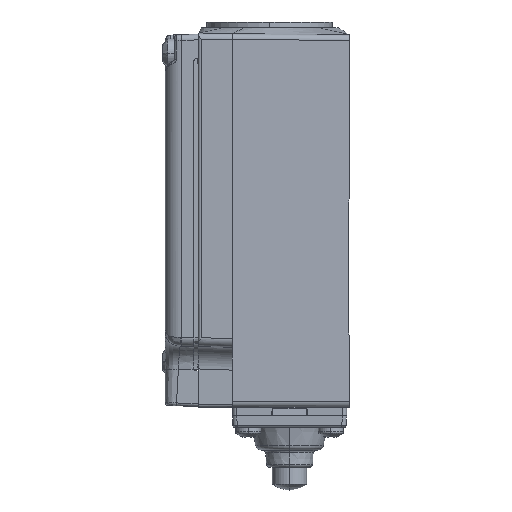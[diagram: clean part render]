
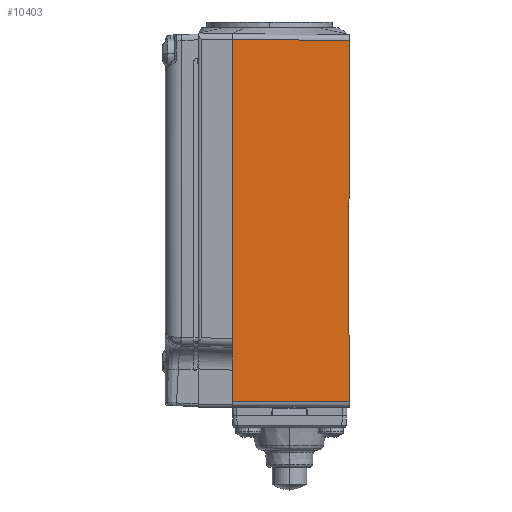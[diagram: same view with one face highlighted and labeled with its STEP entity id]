
A CAD part, left-side view. The second image highlights one B-rep face of the part: STEP entity #10403.
In plain terms, the highlighted planar face has unit normal (-1, -0.006, 0).
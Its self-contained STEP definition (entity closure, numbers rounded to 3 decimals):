
#347=DIRECTION('',(0.,0.,1.));
#348=VECTOR('',#347,11.5);
#349=CARTESIAN_POINT('',(-15.375,-26.5,-5.5));
#350=LINE('',#349,#348);
#470=DIRECTION('',(0.,0.,1.));
#471=VECTOR('',#470,27.769);
#472=CARTESIAN_POINT('',(-15.375,-26.5,30.));
#473=LINE('',#472,#471);
#599=DIRECTION('',(0.,0.,-1.));
#600=VECTOR('',#599,11.);
#601=CARTESIAN_POINT('',(-15.5,-6.,5.5));
#602=LINE('',#601,#600);
#3960=CARTESIAN_POINT('',(-15.376,-26.3,29.128));
#3961=CARTESIAN_POINT('',(-15.376,-26.3,29.281));
#3962=CARTESIAN_POINT('',(-15.376,-26.335,
29.579));
#3963=CARTESIAN_POINT('',(-15.375,-26.433,
29.862));
#3964=CARTESIAN_POINT('',(-15.375,-26.5,30.));
#4008=CARTESIAN_POINT('',(-15.375,-26.5,6.));
#4009=CARTESIAN_POINT('',(-15.375,-26.433,
6.138));
#4010=CARTESIAN_POINT('',(-15.376,-26.335,
6.421));
#4011=CARTESIAN_POINT('',(-15.376,-26.3,6.719));
#4012=CARTESIAN_POINT('',(-15.376,-26.3,6.872));
#4379=DIRECTION('',(0.,0.,1.));
#4380=VECTOR('',#4379,52.448);
#4381=CARTESIAN_POINT('',(-15.5,-6.,5.5));
#4382=LINE('',#4381,#4380);
#4387=DIRECTION('',(0.,0.,1.));
#4388=VECTOR('',#4387,22.256);
#4389=CARTESIAN_POINT('',(-15.376,-26.3,6.872));
#4390=LINE('',#4389,#4388);
#4391=DIRECTION('',(0.006,-1.,0.));
#4392=VECTOR('',#4391,20.5);
#4393=CARTESIAN_POINT('',(-15.5,-6.,-5.5));
#4394=LINE('',#4393,#4392);
#4395=DIRECTION('',(0.006,-1.,-0.009));
#4396=VECTOR('',#4395,20.501);
#4397=CARTESIAN_POINT('',(-15.5,-6.,57.948));
#4398=LINE('',#4397,#4396);
#4489=CARTESIAN_POINT('',(-15.5,-6.,-5.5));
#4551=CARTESIAN_POINT('',(-15.5,-6.,5.5));
#4973=VERTEX_POINT('',#4551);
#5832=CARTESIAN_POINT('',(-15.375,-26.5,30.));
#5833=VERTEX_POINT('',#5832);
#5835=CARTESIAN_POINT('',(-15.376,-26.3,29.128));
#5837=VERTEX_POINT('',#5835);
#5838=CARTESIAN_POINT('',(-15.375,-26.5,57.769));
#5839=VERTEX_POINT('',#5838);
#5842=CARTESIAN_POINT('',(-15.375,-26.5,-5.5));
#5843=CARTESIAN_POINT('',(-15.375,-26.5,6.));
#5844=VERTEX_POINT('',#5842);
#5845=VERTEX_POINT('',#5843);
#5851=VERTEX_POINT('',#4012);
#5897=CARTESIAN_POINT('',(-15.5,-6.,57.948));
#5898=VERTEX_POINT('',#5897);
#5903=VERTEX_POINT('',#4489);
#10385=CARTESIAN_POINT('',(-15.5,-6.,-6.5));
#10386=DIRECTION('',(-1.,-0.006,0.));
#10387=DIRECTION('',(0.,0.,1.));
#10388=AXIS2_PLACEMENT_3D('',#10385,#10386,#10387);
#10389=PLANE('',#10388);
#10390=ORIENTED_EDGE('',*,*,#6482,.F.);
#10391=ORIENTED_EDGE('',*,*,#9801,.F.);
#10392=ORIENTED_EDGE('',*,*,#6119,.F.);
#10394=ORIENTED_EDGE('',*,*,#10393,.F.);
#10395=ORIENTED_EDGE('',*,*,#6317,.F.);
#10396=ORIENTED_EDGE('',*,*,#10378,.T.);
#10398=ORIENTED_EDGE('',*,*,#10397,.T.);
#10399=ORIENTED_EDGE('',*,*,#6209,.F.);
#10400=ORIENTED_EDGE('',*,*,#9699,.F.);
#10401=EDGE_LOOP('',(#10390,#10391,#10392,#10394,#10395,#10396,#10398,#10399,
#10400));
#10402=FACE_OUTER_BOUND('',#10401,.F.);
#3965=B_SPLINE_CURVE_WITH_KNOTS('',3,(#3960,#3961,#3962,#3963,#3964),
.UNSPECIFIED.,.F.,.F.,(4,1,4),(0.,0.5,1.),.UNSPECIFIED.);
#4013=B_SPLINE_CURVE_WITH_KNOTS('',3,(#4008,#4009,#4010,#4011,#4012),
.UNSPECIFIED.,.F.,.F.,(4,1,4),(0.,0.5,1.),.UNSPECIFIED.);
#6119=EDGE_CURVE('',#5844,#5845,#350,.T.);
#6209=EDGE_CURVE('',#5833,#5839,#473,.T.);
#6317=EDGE_CURVE('',#4973,#5903,#602,.T.);
#6482=EDGE_CURVE('',#5851,#5837,#4390,.T.);
#9699=EDGE_CURVE('',#5837,#5833,#3965,.T.);
#9801=EDGE_CURVE('',#5845,#5851,#4013,.T.);
#10378=EDGE_CURVE('',#4973,#5898,#4382,.T.);
#10393=EDGE_CURVE('',#5903,#5844,#4394,.T.);
#10397=EDGE_CURVE('',#5898,#5839,#4398,.T.);
#10403=ADVANCED_FACE('',(#10402),#10389,.T.);
